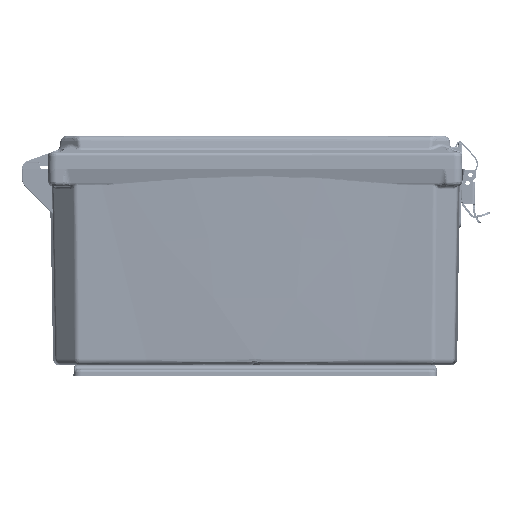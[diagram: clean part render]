
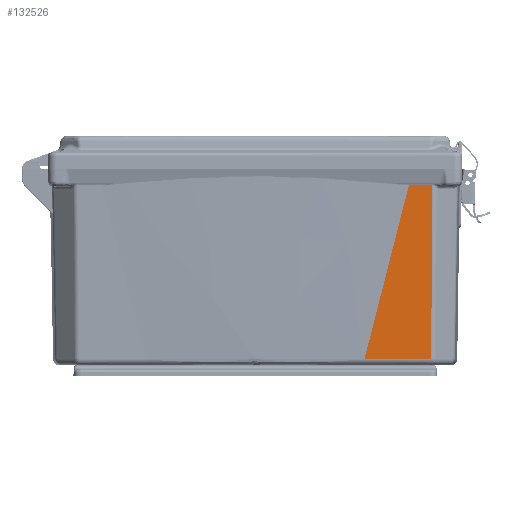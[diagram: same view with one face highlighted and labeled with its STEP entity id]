
A CAD part, front view. The second image highlights one B-rep face of the part: STEP entity #132526.
In plain terms, the highlighted face is planar.
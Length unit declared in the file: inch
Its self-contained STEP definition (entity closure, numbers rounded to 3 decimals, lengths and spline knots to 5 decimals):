
#579 = DIRECTION ( 'NONE',  ( 1., -0.017, -0.007 ) ) ;
#3513 = CARTESIAN_POINT ( 'NONE',  ( -5.77332, -7.06423, -5.34143 ) ) ;
#10040 = ORIENTED_EDGE ( 'NONE', *, *, #32323, .T. ) ;
#11651 = DIRECTION ( 'NONE',  ( 0., 0., 1. ) ) ;
#15534 = CARTESIAN_POINT ( 'NONE',  ( -0.50592, -7.15617, -5.37952 ) ) ;
#19557 = LINE ( 'NONE', #89643, #197808 ) ;
#22488 = CARTESIAN_POINT ( 'NONE',  ( -0.50592, -7.15617, -4.66613 ) ) ;
#24532 = PLANE ( 'NONE',  #40433 ) ;
#28367 = VERTEX_POINT ( 'NONE', #3513 ) ;
#32323 = EDGE_CURVE ( 'NONE', #125761, #51956, #105189, .T. ) ;
#36353 = ORIENTED_EDGE ( 'NONE', *, *, #76278, .T. ) ;
#38816 = EDGE_CURVE ( 'NONE', #184425, #125761, #127913, .T. ) ;
#40309 = CARTESIAN_POINT ( 'NONE',  ( -5.77332, -7.06423, -3.32044 ) ) ;
#40433 = AXIS2_PLACEMENT_3D ( 'NONE', #119339, #90371, #181940 ) ;
#46100 = VECTOR ( 'NONE', #180073, 39.37008 ) ;
#51956 = VERTEX_POINT ( 'NONE', #145184 ) ;
#52707 = ORIENTED_EDGE ( 'NONE', *, *, #130281, .F. ) ;
#55169 = CARTESIAN_POINT ( 'NONE',  ( -4.31354, -7.08971, -3.69265 ) ) ;
#70541 = CARTESIAN_POINT ( 'NONE',  ( -0.50592, -7.15617, -4.66613 ) ) ;
#76278 = EDGE_CURVE ( 'NONE', #28367, #184425, #154231, .T. ) ;
#82690 = ORIENTED_EDGE ( 'NONE', *, *, #38816, .T. ) ;
#89643 = CARTESIAN_POINT ( 'NONE',  ( -5.77332, -7.06423, 10.7888 ) ) ;
#90371 = DIRECTION ( 'NONE',  ( -0.017, -1., 0. ) ) ;
#103969 = EDGE_LOOP ( 'NONE', ( #36353, #82690, #10040, #52707 ) ) ;
#105189 = B_SPLINE_CURVE_WITH_KNOTS ( 'NONE', 3,
 ( #70541, #147286, #55169, #40309 ),
 .UNSPECIFIED., .F., .F.,
 ( 4, 4 ),
 ( 0., 1. ),
 .UNSPECIFIED. ) ;
#113244 = VECTOR ( 'NONE', #579, 39.37008 ) ;
#119339 = CARTESIAN_POINT ( 'NONE',  ( 0., -7.165, 6.74752 ) ) ;
#125761 = VERTEX_POINT ( 'NONE', #22488 ) ;
#127913 = LINE ( 'NONE', #179378, #46100 ) ;
#130281 = EDGE_CURVE ( 'NONE', #28367, #51956, #19557, .T. ) ;
#132526 = ADVANCED_FACE ( 'NONE', ( #161271 ), #24532, .T. ) ;
#145184 = CARTESIAN_POINT ( 'NONE',  ( -5.77332, -7.06423, -3.32044 ) ) ;
#147286 = CARTESIAN_POINT ( 'NONE',  ( -2.55774, -7.12035, -4.14121 ) ) ;
#154035 = CARTESIAN_POINT ( 'NONE',  ( -5.77332, -7.06423, -5.34143 ) ) ;
#154231 = LINE ( 'NONE', #154035, #113244 ) ;
#161271 = FACE_OUTER_BOUND ( 'NONE', #103969, .T. ) ;
#179378 = CARTESIAN_POINT ( 'NONE',  ( -0.50592, -7.15617, 6.74752 ) ) ;
#180073 = DIRECTION ( 'NONE',  ( 0., 0., 1. ) ) ;
#181940 = DIRECTION ( 'NONE',  ( 1., -0.017, 0. ) ) ;
#184425 = VERTEX_POINT ( 'NONE', #15534 ) ;
#197808 = VECTOR ( 'NONE', #11651, 39.37008 ) ;
